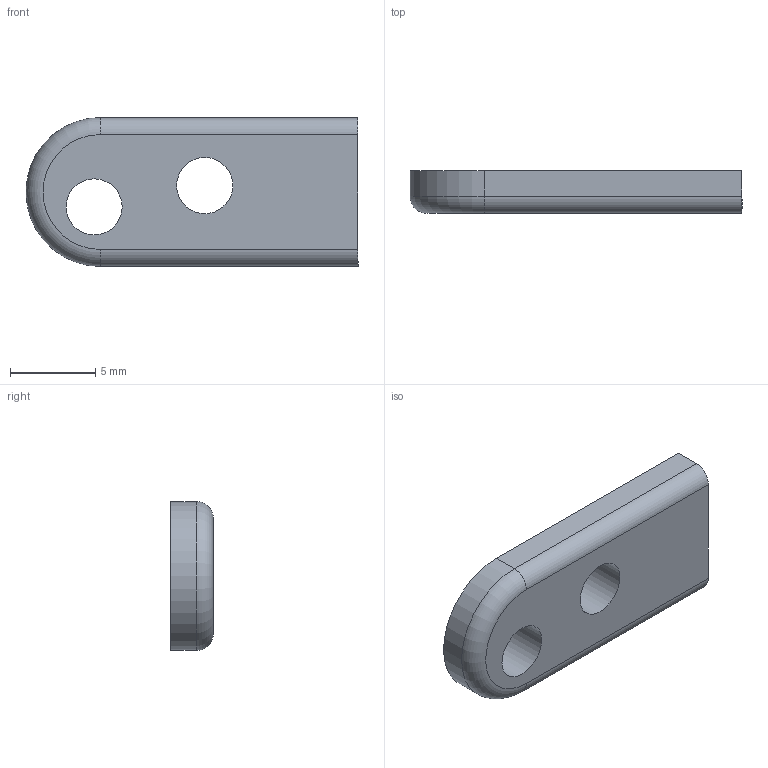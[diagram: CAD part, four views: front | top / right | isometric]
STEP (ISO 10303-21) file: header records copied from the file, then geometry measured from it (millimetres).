
FILE_DESCRIPTION(/* description */ (''),/* implementation_level */ '2;1');
FILE_NAME(/* name */ 'Rear belt locker.step',/* time_stamp */ '2019-12-01T23:20:27+02:00',/* author */ (''),/* organization */ (''),/* preprocessor_version */ 'ST-DEVELOPER v18',/* originating_system */ 'Autodesk Translation Framework v8.12.0.6',/* authorisation */ '');
FILE_SCHEMA (('AUTOMOTIVE_DESIGN { 1 0 10303 214 3 1 1 }'));
Length unit declared in the file: millimetre
Products named in the file (2): Ender 3 BLV mod; Y carriage
Assembly tree (1 placements, depth 2):
  Ender 3 BLV mod
    Y carriage
Bounding box: 19.5 x 2.5 x 8.75 mm (x, y, z)
Volume: 354 mm3; surface area: 454.8 mm2
Topology: 1 solids, 1 shells, 11 faces, 25 edges, 16 vertices
Faces by surface type: cylinder 5, plane 5, torus 1
Full cylindrical faces by diameter (mm): 3.3 x2
Entity records: 413 total; most frequent: DIRECTION 64, CARTESIAN_POINT 55, ORIENTED_EDGE 50, EDGE_CURVE 25, AXIS2_PLACEMENT_3D 25, VERTEX_POINT 16, EDGE_LOOP 15, LINE 14
